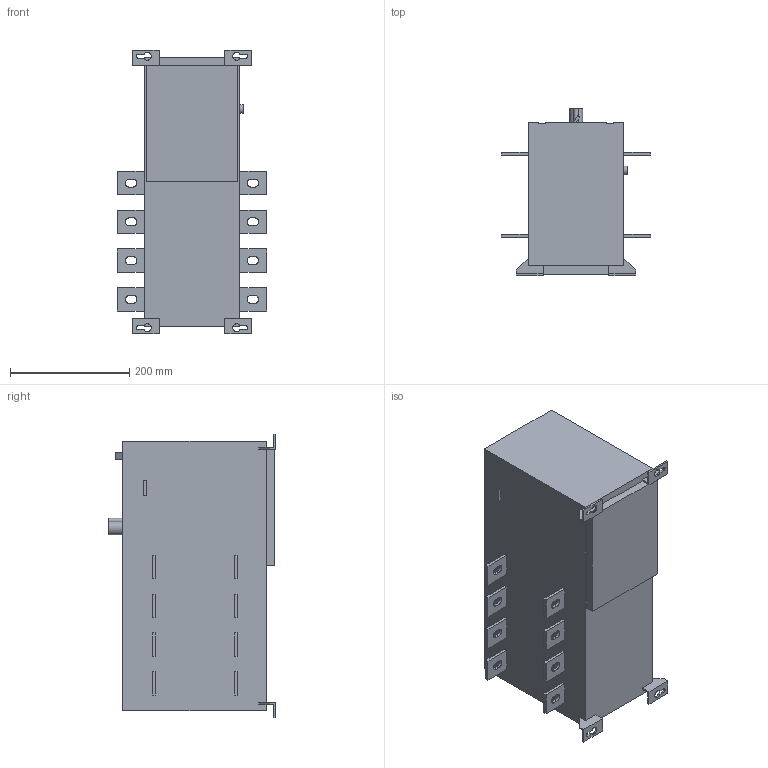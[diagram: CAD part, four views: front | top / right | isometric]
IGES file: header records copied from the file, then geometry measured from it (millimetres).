
Global section: file name: OTM630-800E4CM.igs; preprocessor: I-DEAS 3D IGES Translator 11; date: 20070724.101547; units: millimetre
Bounding box: 250 x 280.4 x 476 mm (x, y, z)
Volume: 17885551.6 mm3; surface area: 529668.4 mm2
Topology: 1 solids, 1 shells, 414 faces, 1075 edges, 727 vertices
Faces by surface type: bspline 414
